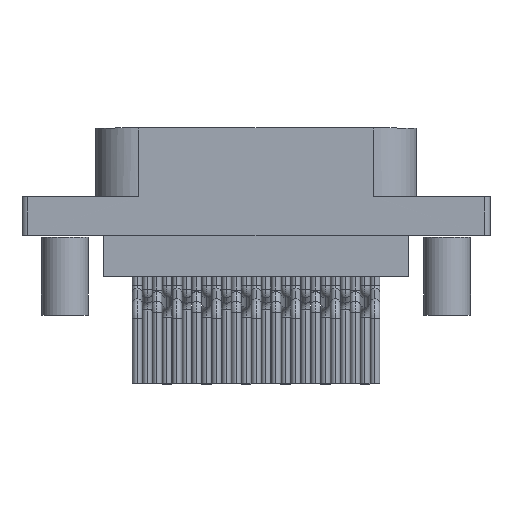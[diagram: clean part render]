
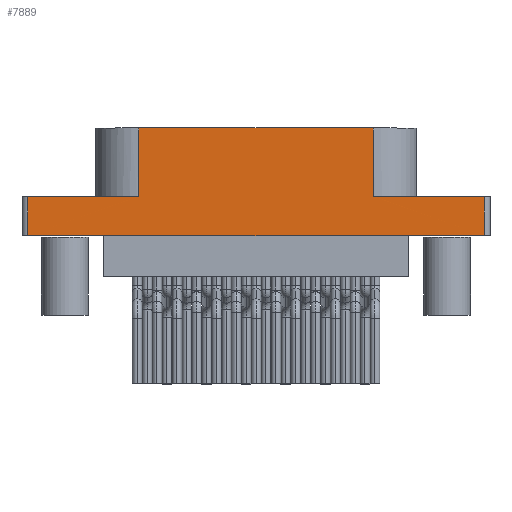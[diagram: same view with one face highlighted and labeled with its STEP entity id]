
A CAD part, top view. The second image highlights one B-rep face of the part: STEP entity #7889.
In plain terms, the highlighted planar face has unit normal (0, 0, 1).
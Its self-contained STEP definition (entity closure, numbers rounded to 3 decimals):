
#396=DIRECTION('',(1.,0.,0.));
#397=VECTOR('',#396,29.26);
#398=CARTESIAN_POINT('',(-14.63,0.,2.7));
#399=LINE('',#398,#397);
#471=DIRECTION('',(1.,0.,0.));
#472=VECTOR('',#471,7.005);
#473=CARTESIAN_POINT('',(-14.63,2.5,2.7));
#474=LINE('',#473,#472);
#605=DIRECTION('',(1.,0.,0.));
#606=VECTOR('',#605,7.005);
#607=CARTESIAN_POINT('',(7.625,2.5,2.7));
#608=LINE('',#607,#606);
#1150=DIRECTION('',(1.,0.,0.));
#1151=VECTOR('',#1150,15.05);
#1152=CARTESIAN_POINT('',(-7.525,6.9,2.701));
#1153=LINE('',#1152,#1151);
#1261=DIRECTION('',(0.,1.,0.));
#1262=VECTOR('',#1261,4.4);
#1263=CARTESIAN_POINT('',(7.525,2.5,2.701));
#1264=LINE('',#1263,#1262);
#1265=CARTESIAN_POINT('',(-7.625,2.5,2.7));
#1266=CARTESIAN_POINT('',(-7.614,2.5,2.7));
#1267=CARTESIAN_POINT('',(-7.592,2.5,2.7));
#1268=CARTESIAN_POINT('',(-7.558,2.5,2.7));
#1269=CARTESIAN_POINT('',(-7.536,2.5,2.701));
#1270=CARTESIAN_POINT('',(-7.525,2.5,2.701));
#1272=DIRECTION('',(0.,1.,0.));
#1273=VECTOR('',#1272,4.4);
#1274=CARTESIAN_POINT('',(-7.525,2.5,2.701));
#1275=LINE('',#1274,#1273);
#1276=CARTESIAN_POINT('',(7.525,2.5,2.701));
#1277=CARTESIAN_POINT('',(7.536,2.5,2.701));
#1278=CARTESIAN_POINT('',(7.558,2.5,2.7));
#1279=CARTESIAN_POINT('',(7.592,2.5,2.7));
#1280=CARTESIAN_POINT('',(7.614,2.5,2.7));
#1281=CARTESIAN_POINT('',(7.625,2.5,2.7));
#1283=DIRECTION('',(0.,-1.,0.));
#1284=VECTOR('',#1283,2.5);
#1285=CARTESIAN_POINT('',(14.63,2.5,2.7));
#1286=LINE('',#1285,#1284);
#1287=DIRECTION('',(0.,-1.,0.));
#1288=VECTOR('',#1287,2.5);
#1289=CARTESIAN_POINT('',(-14.63,2.5,2.7));
#1290=LINE('',#1289,#1288);
#5156=CARTESIAN_POINT('',(-14.63,0.,2.7));
#5158=VERTEX_POINT('',#5156);
#5162=CARTESIAN_POINT('',(-14.63,2.5,2.7));
#5163=VERTEX_POINT('',#5162);
#5165=CARTESIAN_POINT('',(14.63,0.,2.7));
#5167=VERTEX_POINT('',#5165);
#5168=CARTESIAN_POINT('',(14.63,2.5,2.7));
#5169=VERTEX_POINT('',#5168);
#5194=CARTESIAN_POINT('',(-7.525,6.9,2.701));
#5195=CARTESIAN_POINT('',(7.525,6.9,2.701));
#5196=VERTEX_POINT('',#5194);
#5197=VERTEX_POINT('',#5195);
#5210=VERTEX_POINT('',#1265);
#5211=VERTEX_POINT('',#1270);
#5212=VERTEX_POINT('',#1276);
#5213=VERTEX_POINT('',#1281);
#7868=CARTESIAN_POINT('',(-15.,0.,2.7));
#7869=DIRECTION('',(0.,0.,1.));
#7870=DIRECTION('',(1.,0.,0.));
#7871=AXIS2_PLACEMENT_3D('',#7868,#7869,#7870);
#7872=PLANE('',#7871);
#7874=ORIENTED_EDGE('',*,*,#7873,.T.);
#7876=ORIENTED_EDGE('',*,*,#7875,.T.);
#7877=ORIENTED_EDGE('',*,*,#7771,.T.);
#7878=ORIENTED_EDGE('',*,*,#7855,.F.);
#7879=ORIENTED_EDGE('',*,*,#7853,.T.);
#7880=ORIENTED_EDGE('',*,*,#7186,.T.);
#7882=ORIENTED_EDGE('',*,*,#7881,.T.);
#7883=ORIENTED_EDGE('',*,*,#6842,.F.);
#7885=ORIENTED_EDGE('',*,*,#7884,.F.);
#7886=ORIENTED_EDGE('',*,*,#6940,.T.);
#7887=EDGE_LOOP('',(#7874,#7876,#7877,#7878,#7879,#7880,#7882,#7883,#7885,
#7886));
#7888=FACE_OUTER_BOUND('',#7887,.F.);
#1271=B_SPLINE_CURVE_WITH_KNOTS('',3,(#1265,#1266,#1267,#1268,#1269,#1270),
.UNSPECIFIED.,.F.,.F.,(4,1,1,4),(0.,0.333,0.667,1.),
.UNSPECIFIED.);
#1282=B_SPLINE_CURVE_WITH_KNOTS('',3,(#1276,#1277,#1278,#1279,#1280,#1281),
.UNSPECIFIED.,.F.,.F.,(4,1,1,4),(0.,0.333,0.667,1.),
.UNSPECIFIED.);
#6842=EDGE_CURVE('',#5158,#5167,#399,.T.);
#6940=EDGE_CURVE('',#5163,#5210,#474,.T.);
#7186=EDGE_CURVE('',#5213,#5169,#608,.T.);
#7771=EDGE_CURVE('',#5196,#5197,#1153,.T.);
#7853=EDGE_CURVE('',#5212,#5213,#1282,.T.);
#7855=EDGE_CURVE('',#5212,#5197,#1264,.T.);
#7873=EDGE_CURVE('',#5210,#5211,#1271,.T.);
#7875=EDGE_CURVE('',#5211,#5196,#1275,.T.);
#7881=EDGE_CURVE('',#5169,#5167,#1286,.T.);
#7884=EDGE_CURVE('',#5163,#5158,#1290,.T.);
#7889=ADVANCED_FACE('',(#7888),#7872,.T.);
